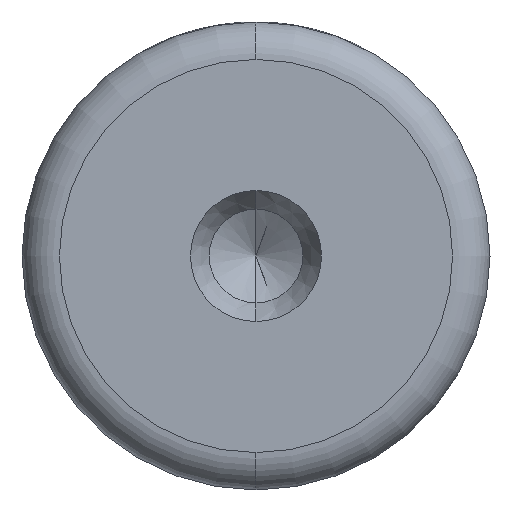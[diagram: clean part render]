
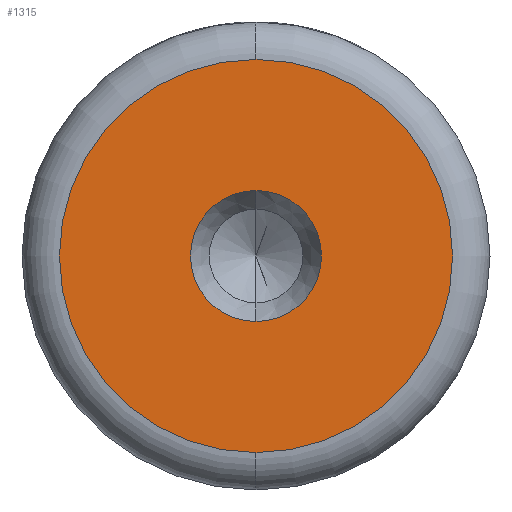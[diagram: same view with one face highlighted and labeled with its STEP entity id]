
A CAD part, left-side view. The second image highlights one B-rep face of the part: STEP entity #1315.
In plain terms, the highlighted planar face has unit normal (-1, 0, 0).
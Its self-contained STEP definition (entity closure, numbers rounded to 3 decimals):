
#1 = CARTESIAN_POINT ( 'NONE',  ( 0., 0., 0. ) ) ;
#26 = EDGE_CURVE ( 'NONE', #1397, #177, #218, .T. ) ;
#45 = EDGE_CURVE ( 'NONE', #182, #1292, #155, .T. ) ;
#46 = CARTESIAN_POINT ( 'NONE',  ( 0., 0., -10.5 ) ) ;
#107 = ORIENTED_EDGE ( 'NONE', *, *, #128, .F. ) ;
#121 = EDGE_CURVE ( 'NONE', #177, #1397, #136, .T. ) ;
#128 = EDGE_CURVE ( 'NONE', #1292, #182, #1245, .T. ) ;
#136 = CIRCLE ( 'NONE', #1104, 10.5 ) ;
#155 = CIRCLE ( 'NONE', #1241, 3.5 ) ;
#177 = VERTEX_POINT ( 'NONE', #46 ) ;
#182 = VERTEX_POINT ( 'NONE', #1301 ) ;
#187 = FACE_BOUND ( 'NONE', #1363, .T. ) ;
#218 = CIRCLE ( 'NONE', #711, 10.5 ) ;
#221 = FACE_OUTER_BOUND ( 'NONE', #1329, .T. ) ;
#293 = CARTESIAN_POINT ( 'NONE',  ( 0., 0., 0. ) ) ;
#327 = CARTESIAN_POINT ( 'NONE',  ( 0., 0., 0. ) ) ;
#422 = PLANE ( 'NONE',  #567 ) ;
#455 = DIRECTION ( 'NONE',  ( 0., 0., 1. ) ) ;
#528 = CARTESIAN_POINT ( 'NONE',  ( 0., 0., 0. ) ) ;
#549 = DIRECTION ( 'NONE',  ( 0., 0., 1. ) ) ;
#557 = ORIENTED_EDGE ( 'NONE', *, *, #121, .T. ) ;
#567 = AXIS2_PLACEMENT_3D ( 'NONE', #293, #1160, #549 ) ;
#638 = DIRECTION ( 'NONE',  ( 0., 0., 1. ) ) ;
#674 = DIRECTION ( 'NONE',  ( -1., 0., 0. ) ) ;
#690 = ORIENTED_EDGE ( 'NONE', *, *, #26, .T. ) ;
#711 = AXIS2_PLACEMENT_3D ( 'NONE', #1, #1223, #1343 ) ;
#747 = CARTESIAN_POINT ( 'NONE',  ( 0., 0., 3.5 ) ) ;
#835 = ORIENTED_EDGE ( 'NONE', *, *, #45, .F. ) ;
#1082 = AXIS2_PLACEMENT_3D ( 'NONE', #1287, #674, #1387 ) ;
#1088 = DIRECTION ( 'NONE',  ( -1., 0., 0. ) ) ;
#1104 = AXIS2_PLACEMENT_3D ( 'NONE', #327, #1088, #455 ) ;
#1160 = DIRECTION ( 'NONE',  ( -1., 0., 0. ) ) ;
#1223 = DIRECTION ( 'NONE',  ( -1., 0., 0. ) ) ;
#1241 = AXIS2_PLACEMENT_3D ( 'NONE', #528, #1246, #638 ) ;
#1245 = CIRCLE ( 'NONE', #1082, 3.5 ) ;
#1246 = DIRECTION ( 'NONE',  ( -1., 0., 0. ) ) ;
#1250 = CARTESIAN_POINT ( 'NONE',  ( 0., 0., 10.5 ) ) ;
#1287 = CARTESIAN_POINT ( 'NONE',  ( 0., 0., 0. ) ) ;
#1292 = VERTEX_POINT ( 'NONE', #747 ) ;
#1301 = CARTESIAN_POINT ( 'NONE',  ( 0., 0., -3.5 ) ) ;
#1315 = ADVANCED_FACE ( 'NONE', ( #221, #187 ), #422, .T. ) ;
#1329 = EDGE_LOOP ( 'NONE', ( #690, #557 ) ) ;
#1343 = DIRECTION ( 'NONE',  ( 0., 0., 1. ) ) ;
#1363 = EDGE_LOOP ( 'NONE', ( #107, #835 ) ) ;
#1387 = DIRECTION ( 'NONE',  ( 0., 0., 1. ) ) ;
#1397 = VERTEX_POINT ( 'NONE', #1250 ) ;
